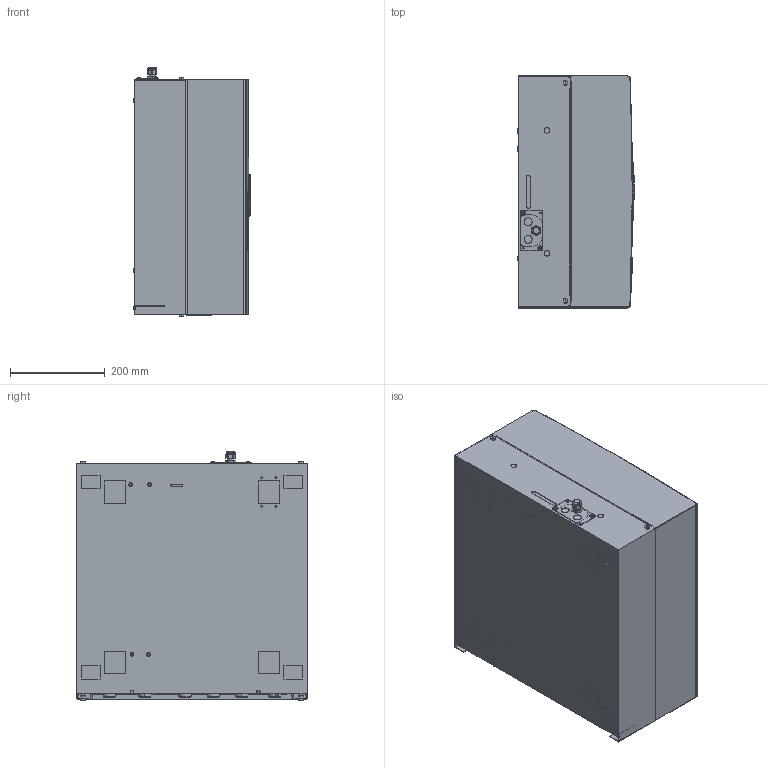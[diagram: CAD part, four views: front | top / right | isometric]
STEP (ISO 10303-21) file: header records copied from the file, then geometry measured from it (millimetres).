
FILE_DESCRIPTION(('CATIA V5 STEP Exchange','CAx-IF Rec.Pracs.--- Model Styling and Organization---1.4--- 2014-01-23','CAx-IF Rec.Pracs.---3D Tessellated Data Validation Properties---0.5---2014-09-14'),'2;1');
FILE_NAME('STEP_SATK22407_-_TST.stp','2021-05-27T09:14:20+00:00',('none'),('none'),'CATIA Version 5-6 Release 2019 SP3','CATIA V5 STEP AP242 v1','none');
FILE_SCHEMA(('AP242_MANAGED_MODEL_BASED_3D_ENGINEERING_MIM_LF {1 0 10303 442 1 1 4}'));
Products named in the file (1): SATK22407 - TST
Bounding box: 246.7 x 490 x 527.2 mm (x, y, z)
Volume: 51792775.6 mm3; surface area: 2957405.9 mm2
Topology: 1 solids, 5 shells, 2431 faces, 7378 edges, 4947 vertices
Faces by surface type: plane 1171, cylinder 629, bspline 451, cone 138, torus 38, sphere 4
Entity records: 97113 total; most frequent: CARTESIAN_POINT 40205, ORIENTED_EDGE 14752, EDGE_CURVE 7376, DIRECTION 6603, VERTEX_POINT 4947, VECTOR 3203, LINE 3203, B_SPLINE_CURVE_WITH_KNOTS 2932
